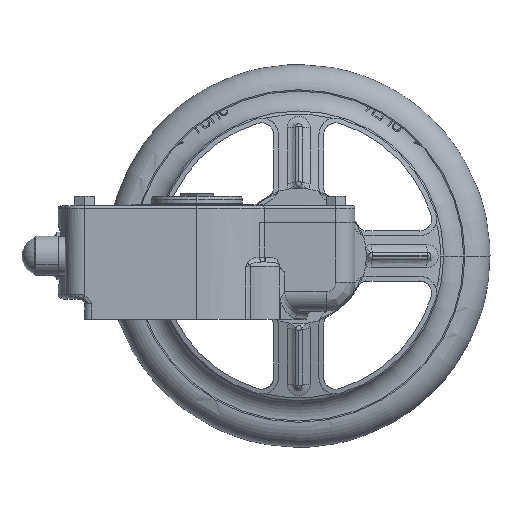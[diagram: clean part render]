
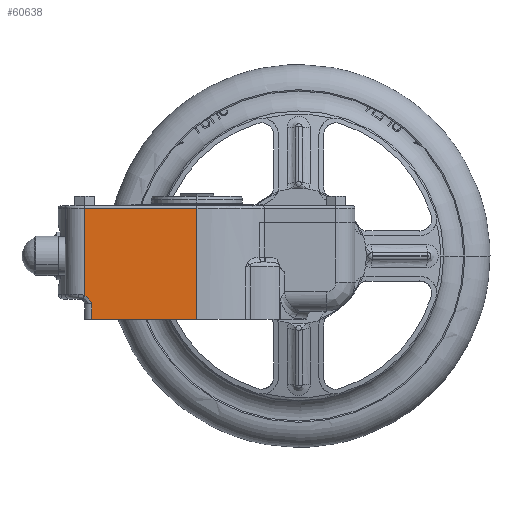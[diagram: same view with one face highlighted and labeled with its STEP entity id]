
A CAD part, left-side view. The second image highlights one B-rep face of the part: STEP entity #60638.
In plain terms, the highlighted planar face has unit normal (-1, 0, 0).
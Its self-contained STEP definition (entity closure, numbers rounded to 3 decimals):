
#58194=CARTESIAN_POINT('',(-40.0,0.,48.49));
#58195=VERTEX_POINT('',#58194);
#58203=CARTESIAN_POINT('',(-40.0,0.,2.0));
#58204=VERTEX_POINT('',#58203);
#58205=CARTESIAN_POINT('',(-40.0,0.,48.49));
#58206=DIRECTION('',(0.0,0.0,-1.0));
#58207=VECTOR('',#58206,46.49);
#58208=LINE('',#58205,#58207);
#58209=EDGE_CURVE('',#58195,#58204,#58208,.T.);
#58312=CARTESIAN_POINT('',(-40.0,47.0,12.053));
#58313=VERTEX_POINT('',#58312);
#58333=CARTESIAN_POINT('',(-40.0,47.0,48.49));
#58334=VERTEX_POINT('',#58333);
#58335=CARTESIAN_POINT('',(-40.0,47.0,48.49));
#58336=DIRECTION('',(0.0,0.0,-1.0));
#58337=VECTOR('',#58336,36.437);
#58338=LINE('',#58335,#58337);
#58339=EDGE_CURVE('',#58334,#58313,#58338,.T.);
#59918=CARTESIAN_POINT('',(-40.0,44.0,8.5));
#59919=VERTEX_POINT('',#59918);
#59920=CARTESIAN_POINT('',(-40.0,47.0,12.053));
#59921=CARTESIAN_POINT('',(-40.0,46.91,12.009));
#59922=CARTESIAN_POINT('',(-40.0,46.735,11.915));
#59923=CARTESIAN_POINT('',(-40.0,46.567,11.811));
#59924=CARTESIAN_POINT('',(-40.0,46.32,11.648));
#59925=CARTESIAN_POINT('',(-40.0,46.163,11.53));
#59926=CARTESIAN_POINT('',(-40.0,45.937,11.338));
#59927=CARTESIAN_POINT('',(-40.0,45.827,11.239));
#59928=CARTESIAN_POINT('',(-40.0,45.703,11.117));
#59929=CARTESIAN_POINT('',(-40.0,45.65,11.064));
#59930=CARTESIAN_POINT('',(-40.0,45.616,11.028));
#59931=CARTESIAN_POINT('',(-40.0,45.599,11.01));
#59932=CARTESIAN_POINT('',(-40.0,45.445,10.847));
#59933=CARTESIAN_POINT('',(-40.0,45.317,10.696));
#59934=CARTESIAN_POINT('',(-40.0,45.076,10.384));
#59935=CARTESIAN_POINT('',(-40.0,44.963,10.223));
#59936=CARTESIAN_POINT('',(-40.0,44.802,9.976));
#59937=CARTESIAN_POINT('',(-40.0,44.697,9.809));
#59938=CARTESIAN_POINT('',(-40.0,44.548,9.553));
#59939=CARTESIAN_POINT('',(-40.0,44.453,9.38));
#59940=CARTESIAN_POINT('',(-40.0,44.383,9.25));
#59941=CARTESIAN_POINT('',(-40.0,44.36,9.206));
#59942=CARTESIAN_POINT('',(-40.0,44.314,9.118));
#59943=CARTESIAN_POINT('',(-40.0,44.291,9.074));
#59944=CARTESIAN_POINT('',(-40.0,44.223,8.942));
#59945=CARTESIAN_POINT('',(-40.0,44.155,8.81));
#59946=CARTESIAN_POINT('',(-40.0,44.078,8.655));
#59947=CARTESIAN_POINT('',(-40.0,44.039,8.577));
#59948=CARTESIAN_POINT('',(-40.0,44.019,8.539));
#59949=CARTESIAN_POINT('',(-40.0,44.01,8.521));
#59950=CARTESIAN_POINT('',(-40.0,44.007,8.514));
#59951=CARTESIAN_POINT('',(-40.0,44.006,8.511));
#59952=CARTESIAN_POINT('',(-40.,44.005,8.51));
#59953=CARTESIAN_POINT('',(-40.,44.003,8.506));
#59954=CARTESIAN_POINT('',(-40.0,44.001,8.503));
#59955=CARTESIAN_POINT('',(-40.0,44.0,8.5));
#59956=B_SPLINE_CURVE_WITH_KNOTS('',3,(#59920,#59921,#59922,#59923,#59924,#59925,#59926,#59927,#59928,#59929,#59930,#59931,#59932,#59933,#59934,#59935,#59936,#59937,#59938,#59939,#59940,#59941,#59942,#59943,#59944,#59945,#59946,#59947,#59948,#59949,#59950,#59951,#59952,#59953,#59954,#59955),.UNSPECIFIED.,.F.,.U.,(4,1,2,2,1,1,2,2,2,2,1,1,2,2,2,1,1,1,1,1,2,2,4),(0.0,0.,0.001,0.001,0.001,0.002,0.002,0.002,0.002,0.003,0.003,0.004,0.004,0.004,0.004,0.004,0.005,0.005,0.005,0.005,0.005,0.005,0.005),.UNSPECIFIED.);
#59957=EDGE_CURVE('',#58313,#59919,#59956,.T.);
#60608=CARTESIAN_POINT('',(-40.0,-2.35,-0.325));
#60609=DIRECTION('',(-1.0,0.0,0.0));
#60610=DIRECTION('',(0.0,0.0,1.0));
#60611=AXIS2_PLACEMENT_3D('',#60608,#60609,#60610);
#60612=PLANE('',#60611);
#60613=CARTESIAN_POINT('',(-40.0,44.0,2.0));
#60614=VERTEX_POINT('',#60613);
#60615=CARTESIAN_POINT('',(-40.0,0.,2.0));
#60616=DIRECTION('',(0.0,1.0,0.0));
#60617=VECTOR('',#60616,44.);
#60618=LINE('',#60615,#60617);
#60619=EDGE_CURVE('',#60614,#58204,#60618,.F.);
#60620=ORIENTED_EDGE('',*,*,#60619,.T.);
#60621=ORIENTED_EDGE('',*,*,#58209,.F.);
#60622=CARTESIAN_POINT('',(-40.0,0.,48.49));
#60623=DIRECTION('',(0.0,1.0,0.0));
#60624=VECTOR('',#60623,47.);
#60625=LINE('',#60622,#60624);
#60626=EDGE_CURVE('',#58195,#58334,#60625,.T.);
#60627=ORIENTED_EDGE('',*,*,#60626,.T.);
#60628=ORIENTED_EDGE('',*,*,#58339,.T.);
#60629=ORIENTED_EDGE('',*,*,#59957,.T.);
#60630=CARTESIAN_POINT('',(-40.0,44.0,8.5));
#60631=DIRECTION('',(0.0,0.0,-1.0));
#60632=VECTOR('',#60631,6.5);
#60633=LINE('',#60630,#60632);
#60634=EDGE_CURVE('',#59919,#60614,#60633,.T.);
#60635=ORIENTED_EDGE('',*,*,#60634,.T.);
#60636=EDGE_LOOP('',(#60620,#60621,#60627,#60628,#60629,#60635));
#60637=FACE_OUTER_BOUND('',#60636,.T.);
#60638=ADVANCED_FACE('',(#60637),#60612,.T.);
